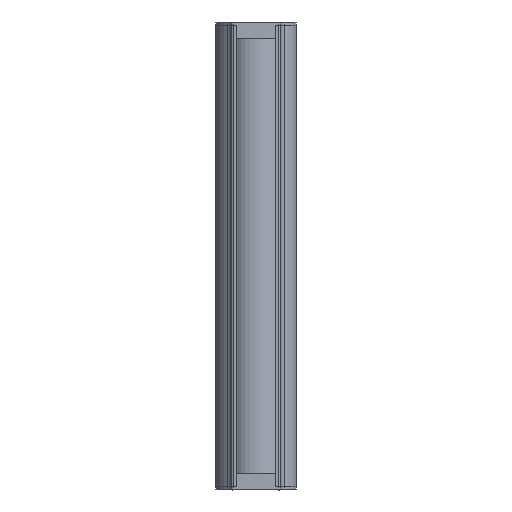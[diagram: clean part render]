
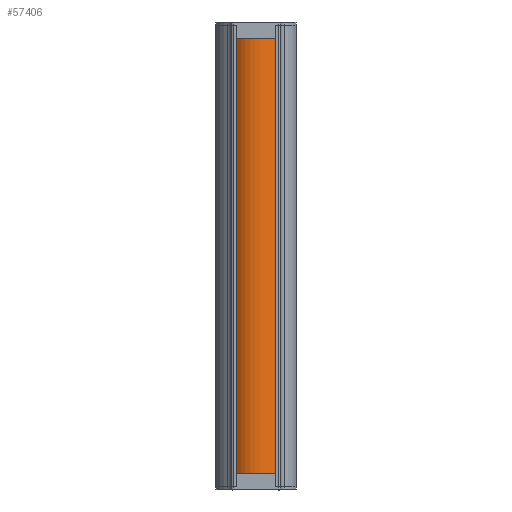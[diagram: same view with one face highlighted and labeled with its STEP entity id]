
A CAD part, front view. The second image highlights one B-rep face of the part: STEP entity #57406.
In plain terms, the highlighted cylindrical face has radius 17.5 mm (diameter 35 mm), a partial arc.
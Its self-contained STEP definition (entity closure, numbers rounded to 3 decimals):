
#1723 = EDGE_CURVE ( 'NONE', #104108, #55578, #96230, .T. ) ;
#4967 = AXIS2_PLACEMENT_3D ( 'NONE', #57178, #106885, #65440 ) ;
#17769 = AXIS2_PLACEMENT_3D ( 'NONE', #93592, #35430, #54355 ) ;
#23559 = DIRECTION ( 'NONE',  ( 0., 0., -1. ) ) ;
#25994 = DIRECTION ( 'NONE',  ( 0., 0., -1. ) ) ;
#27788 = EDGE_CURVE ( 'NONE', #32530, #106280, #121381, .T. ) ;
#32450 = CARTESIAN_POINT ( 'NONE',  ( -52.59, -26.362, 134. ) ) ;
#32530 = VERTEX_POINT ( 'NONE', #54102 ) ;
#35430 = DIRECTION ( 'NONE',  ( 0., 0., 1. ) ) ;
#43691 = DIRECTION ( 'NONE',  ( -0.853, 0.522, 0. ) ) ;
#53700 = CYLINDRICAL_SURFACE ( 'NONE', #4967, 17.5 ) ;
#53990 = ORIENTED_EDGE ( 'NONE', *, *, #66589, .T. ) ;
#54102 = CARTESIAN_POINT ( 'NONE',  ( -22.734, -44.629, 134. ) ) ;
#54355 = DIRECTION ( 'NONE',  ( -0.853, 0.522, 0. ) ) ;
#55578 = VERTEX_POINT ( 'NONE', #81240 ) ;
#57178 = CARTESIAN_POINT ( 'NONE',  ( -37.662, -35.495, 134. ) ) ;
#57406 = ADVANCED_FACE ( 'NONE', ( #87538 ), #53700, .T. ) ;
#59553 = ORIENTED_EDGE ( 'NONE', *, *, #27788, .T. ) ;
#65440 = DIRECTION ( 'NONE',  ( -0.853, 0.522, 0. ) ) ;
#66589 = EDGE_CURVE ( 'NONE', #106280, #104108, #70414, .T. ) ;
#70414 = LINE ( 'NONE', #121201, #123110 ) ;
#74623 = CARTESIAN_POINT ( 'NONE',  ( -37.662, -35.495, 134. ) ) ;
#76404 = ORIENTED_EDGE ( 'NONE', *, *, #1723, .T. ) ;
#77274 = EDGE_LOOP ( 'NONE', ( #121872, #59553, #53990, #76404 ) ) ;
#81240 = CARTESIAN_POINT ( 'NONE',  ( -22.734, -44.629, -134. ) ) ;
#87538 = FACE_OUTER_BOUND ( 'NONE', #77274, .T. ) ;
#91357 = VECTOR ( 'NONE', #122508, 1000. ) ;
#93592 = CARTESIAN_POINT ( 'NONE',  ( -37.662, -35.495, -134. ) ) ;
#96230 = CIRCLE ( 'NONE', #17769, 17.5 ) ;
#100420 = AXIS2_PLACEMENT_3D ( 'NONE', #74623, #25994, #43691 ) ;
#100572 = CARTESIAN_POINT ( 'NONE',  ( -52.59, -26.362, -134. ) ) ;
#104108 = VERTEX_POINT ( 'NONE', #100572 ) ;
#106280 = VERTEX_POINT ( 'NONE', #32450 ) ;
#106885 = DIRECTION ( 'NONE',  ( 0., 0., -1. ) ) ;
#110621 = EDGE_CURVE ( 'NONE', #32530, #55578, #122463, .T. ) ;
#111708 = CARTESIAN_POINT ( 'NONE',  ( -22.734, -44.629, 134. ) ) ;
#121201 = CARTESIAN_POINT ( 'NONE',  ( -52.59, -26.362, 134. ) ) ;
#121381 = CIRCLE ( 'NONE', #100420, 17.5 ) ;
#121872 = ORIENTED_EDGE ( 'NONE', *, *, #110621, .F. ) ;
#122463 = LINE ( 'NONE', #111708, #91357 ) ;
#122508 = DIRECTION ( 'NONE',  ( 0., 0., -1. ) ) ;
#123110 = VECTOR ( 'NONE', #23559, 1000. ) ;
